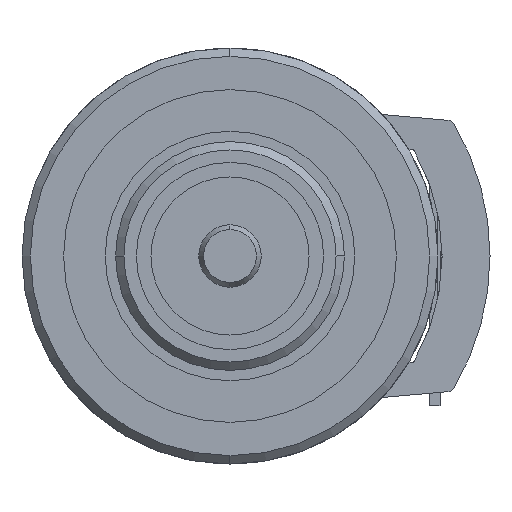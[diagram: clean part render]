
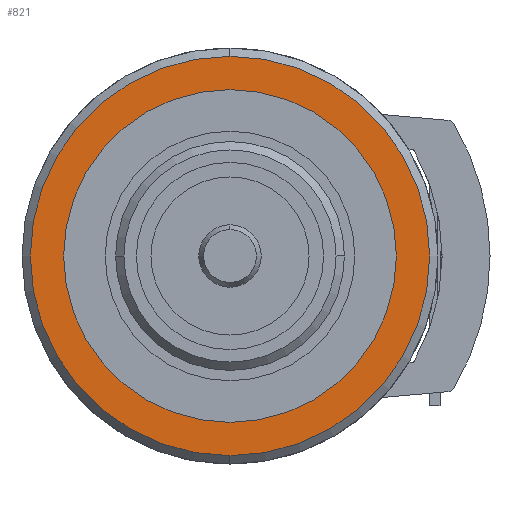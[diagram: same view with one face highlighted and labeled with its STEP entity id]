
A CAD part, left-side view. The second image highlights one B-rep face of the part: STEP entity #821.
In plain terms, the highlighted face is planar.
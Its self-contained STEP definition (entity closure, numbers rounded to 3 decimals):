
#224=CARTESIAN_POINT('',(8.5,0.,0.));
#225=DIRECTION('',(-1.,0.,0.));
#226=DIRECTION('',(0.,0.,-1.));
#227=AXIS2_PLACEMENT_3D('',#224,#225,#226);
#229=CARTESIAN_POINT('',(8.5,0.,0.));
#230=DIRECTION('',(-1.,0.,0.));
#231=DIRECTION('',(0.,0.,1.));
#232=AXIS2_PLACEMENT_3D('',#229,#230,#231);
#234=CARTESIAN_POINT('',(8.5,0.,0.));
#235=DIRECTION('',(1.,0.,0.));
#236=DIRECTION('',(0.,0.,-1.));
#237=AXIS2_PLACEMENT_3D('',#234,#235,#236);
#239=CARTESIAN_POINT('',(8.5,0.,0.));
#240=DIRECTION('',(1.,0.,0.));
#241=DIRECTION('',(0.,0.,1.));
#242=AXIS2_PLACEMENT_3D('',#239,#240,#241);
#477=CARTESIAN_POINT('',(8.5,0.,-4.));
#478=VERTEX_POINT('',#477);
#479=CARTESIAN_POINT('',(8.5,0.,4.));
#480=VERTEX_POINT('',#479);
#481=CARTESIAN_POINT('',(8.5,0.,-4.8));
#482=CARTESIAN_POINT('',(8.5,0.,4.8));
#483=VERTEX_POINT('',#481);
#484=VERTEX_POINT('',#482);
#806=CARTESIAN_POINT('',(8.5,4.,0.));
#807=DIRECTION('',(-1.,0.,0.));
#808=DIRECTION('',(0.,0.,1.));
#809=AXIS2_PLACEMENT_3D('',#806,#807,#808);
#810=PLANE('',#809);
#812=ORIENTED_EDGE('',*,*,#811,.T.);
#814=ORIENTED_EDGE('',*,*,#813,.T.);
#815=EDGE_LOOP('',(#812,#814));
#816=FACE_OUTER_BOUND('',#815,.F.);
#817=ORIENTED_EDGE('',*,*,#788,.T.);
#818=ORIENTED_EDGE('',*,*,#798,.T.);
#819=EDGE_LOOP('',(#817,#818));
#820=FACE_BOUND('',#819,.F.);
#821=ADVANCED_FACE('',(#816,#820),#810,.F.);
#228=CIRCLE('',#227,4.8);
#233=CIRCLE('',#232,4.8);
#238=CIRCLE('',#237,4.);
#243=CIRCLE('',#242,4.);
#788=EDGE_CURVE('',#478,#480,#238,.T.);
#798=EDGE_CURVE('',#480,#478,#243,.T.);
#811=EDGE_CURVE('',#483,#484,#228,.T.);
#813=EDGE_CURVE('',#484,#483,#233,.T.);
